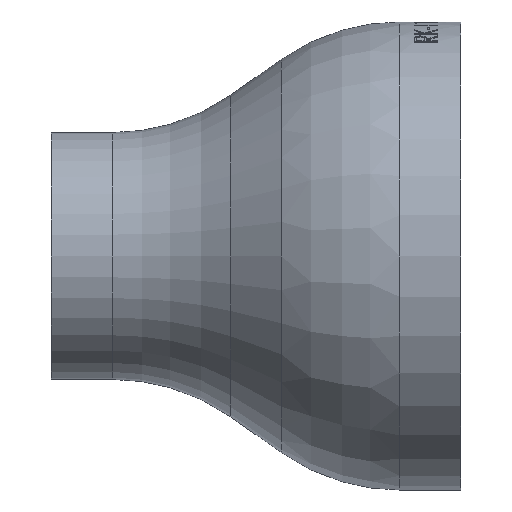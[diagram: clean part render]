
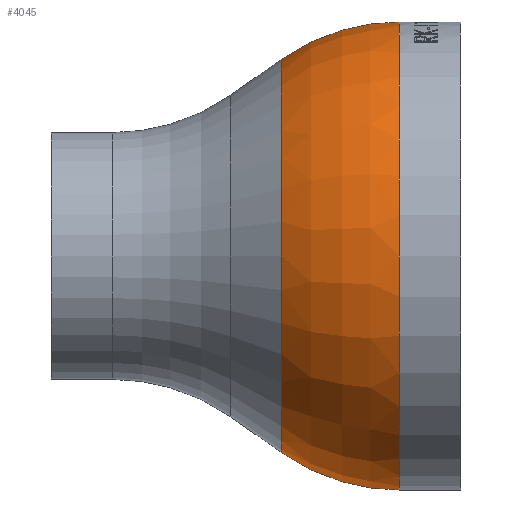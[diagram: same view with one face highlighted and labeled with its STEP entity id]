
A CAD part, left-side view. The second image highlights one B-rep face of the part: STEP entity #4045.
In plain terms, the highlighted toroidal (fillet/blend) face has major radius 7.15 mm and minor radius 50 mm.
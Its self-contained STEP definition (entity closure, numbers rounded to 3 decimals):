
#187 = CARTESIAN_POINT ( 'NONE',  ( 0., 15., -57.15 ) ) ;
#520 = AXIS2_PLACEMENT_3D ( 'NONE', #4320, #6051, #929 ) ;
#929 = DIRECTION ( 'NONE',  ( 0., 0., -1. ) ) ;
#1594 = ORIENTED_EDGE ( 'NONE', *, *, #3799, .F. ) ;
#2016 = CARTESIAN_POINT ( 'NONE',  ( 0., 15., 0. ) ) ;
#2280 = VERTEX_POINT ( 'NONE', #4203 ) ;
#2355 = AXIS2_PLACEMENT_3D ( 'NONE', #6120, #3977, #6257 ) ;
#2608 = EDGE_LOOP ( 'NONE', ( #1594 ) ) ;
#2867 = EDGE_LOOP ( 'NONE', ( #4384 ) ) ;
#3312 = CIRCLE ( 'NONE', #2355, 48.011 ) ;
#3725 = VERTEX_POINT ( 'NONE', #187 ) ;
#3799 = EDGE_CURVE ( 'NONE', #3725, #3725, #5561, .T. ) ;
#3830 = FACE_OUTER_BOUND ( 'NONE', #2608, .T. ) ;
#3977 = DIRECTION ( 'NONE',  ( 0., -1., 0. ) ) ;
#4045 = ADVANCED_FACE ( 'NONE', ( #3830, #4919 ), #5554, .T. ) ;
#4203 = CARTESIAN_POINT ( 'NONE',  ( 0., 43.817, -48.011 ) ) ;
#4320 = CARTESIAN_POINT ( 'NONE',  ( 0., 15., 0. ) ) ;
#4384 = ORIENTED_EDGE ( 'NONE', *, *, #6117, .T. ) ;
#4891 = DIRECTION ( 'NONE',  ( 0., -1., 0. ) ) ;
#4919 = FACE_OUTER_BOUND ( 'NONE', #2867, .T. ) ;
#5258 = AXIS2_PLACEMENT_3D ( 'NONE', #2016, #4891, #6033 ) ;
#5554 = TOROIDAL_SURFACE ( 'NONE', #520, 7.15, 50. ) ;
#5561 = CIRCLE ( 'NONE', #5258, 57.15 ) ;
#6033 = DIRECTION ( 'NONE',  ( 0., 0., -1. ) ) ;
#6051 = DIRECTION ( 'NONE',  ( 0., -1., 0. ) ) ;
#6117 = EDGE_CURVE ( 'NONE', #2280, #2280, #3312, .T. ) ;
#6120 = CARTESIAN_POINT ( 'NONE',  ( 0., 43.817, 0. ) ) ;
#6257 = DIRECTION ( 'NONE',  ( 0., 0., -1. ) ) ;
